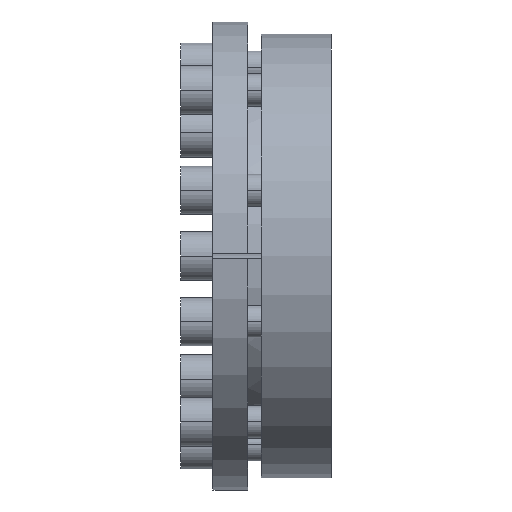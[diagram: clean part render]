
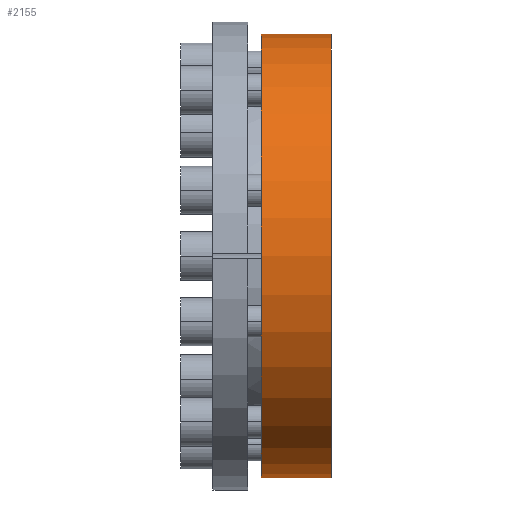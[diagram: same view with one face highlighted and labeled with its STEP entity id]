
A CAD part, front view. The second image highlights one B-rep face of the part: STEP entity #2155.
In plain terms, the highlighted cylindrical face has radius 82.5 mm (diameter 165 mm), a partial arc.
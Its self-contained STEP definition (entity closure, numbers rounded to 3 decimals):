
#1644=CARTESIAN_POINT('',(0.,0.,0.));
#1645=DIRECTION('',(-1.,0.,0.));
#1646=DIRECTION('',(0.,-0.944,-0.331));
#1647=AXIS2_PLACEMENT_3D('',#1644,#1645,#1646);
#1649=CARTESIAN_POINT('',(26.,0.,0.));
#1650=DIRECTION('',(1.,0.,0.));
#1651=DIRECTION('',(0.,-0.935,-0.353));
#1652=AXIS2_PLACEMENT_3D('',#1649,#1650,#1651);
#1654=DIRECTION('',(1.,0.,0.));
#1655=VECTOR('',#1654,26.);
#1656=CARTESIAN_POINT('',(0.,-77.177,-29.154));
#1657=LINE('',#1656,#1655);
#1676=DIRECTION('',(1.,0.,0.));
#1677=VECTOR('',#1676,26.);
#1678=CARTESIAN_POINT('',(0.,-77.861,-27.275));
#1679=LINE('',#1678,#1677);
#1712=CARTESIAN_POINT('',(0.,-77.861,-27.275));
#1713=CARTESIAN_POINT('',(0.,-77.177,-29.154));
#1714=VERTEX_POINT('',#1712);
#1715=VERTEX_POINT('',#1713);
#1724=CARTESIAN_POINT('',(26.,-77.177,-29.154));
#1725=VERTEX_POINT('',#1724);
#1726=CARTESIAN_POINT('',(26.,-77.861,-27.275));
#1727=VERTEX_POINT('',#1726);
#2142=CARTESIAN_POINT('',(-1.3,0.,0.));
#2143=DIRECTION('',(1.,0.,0.));
#2144=DIRECTION('',(0.,1.,0.));
#2145=AXIS2_PLACEMENT_3D('',#2142,#2143,#2144);
#2146=CYLINDRICAL_SURFACE('',#2145,82.5);
#2147=ORIENTED_EDGE('',*,*,#1858,.T.);
#2149=ORIENTED_EDGE('',*,*,#2148,.T.);
#2150=ORIENTED_EDGE('',*,*,#1777,.T.);
#2152=ORIENTED_EDGE('',*,*,#2151,.F.);
#2153=EDGE_LOOP('',(#2147,#2149,#2150,#2152));
#2154=FACE_OUTER_BOUND('',#2153,.F.);
#2155=ADVANCED_FACE('',(#2154),#2146,.T.);
#1648=CIRCLE('',#1647,82.5);
#1653=CIRCLE('',#1652,82.5);
#1777=EDGE_CURVE('',#1725,#1727,#1653,.T.);
#1858=EDGE_CURVE('',#1714,#1715,#1648,.T.);
#2148=EDGE_CURVE('',#1715,#1725,#1657,.T.);
#2151=EDGE_CURVE('',#1714,#1727,#1679,.T.);
